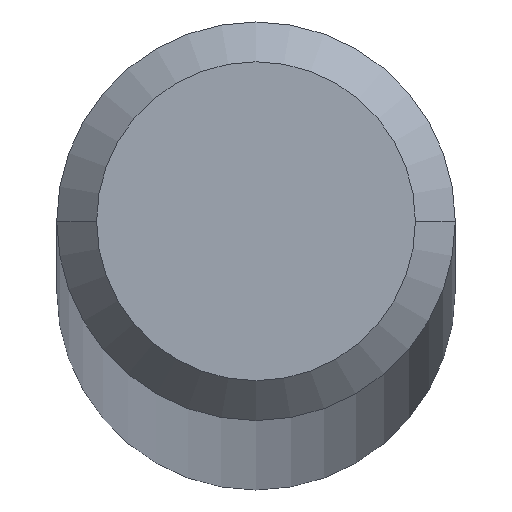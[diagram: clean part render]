
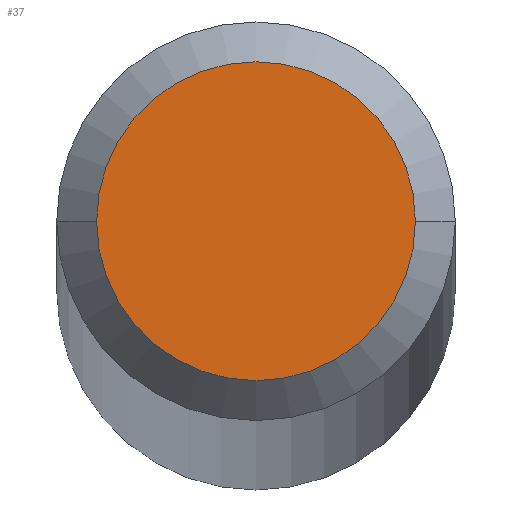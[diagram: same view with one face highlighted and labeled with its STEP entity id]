
A CAD part, top view. The second image highlights one B-rep face of the part: STEP entity #37.
In plain terms, the highlighted planar face has unit normal (0, 0, 1).
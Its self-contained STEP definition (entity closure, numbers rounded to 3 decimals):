
#11 = CARTESIAN_POINT ( 'NONE',  ( 0., 0., 100. ) ) ;
#12 = FACE_OUTER_BOUND ( 'NONE', #92, .T. ) ;
#26 = ORIENTED_EDGE ( 'NONE', *, *, #230, .T. ) ;
#35 = CIRCLE ( 'NONE', #221, 0.8 ) ;
#37 = ADVANCED_FACE ( 'NONE', ( #12 ), #133, .T. ) ;
#48 = DIRECTION ( 'NONE',  ( 0., 0., 1. ) ) ;
#54 = CARTESIAN_POINT ( 'NONE',  ( 0., 0., 100. ) ) ;
#72 = DIRECTION ( 'NONE',  ( 0., 0., 1. ) ) ;
#92 = EDGE_LOOP ( 'NONE', ( #26, #101 ) ) ;
#95 = CARTESIAN_POINT ( 'NONE',  ( 0.8, 0., 100. ) ) ;
#99 = DIRECTION ( 'NONE',  ( 1., 0., 0. ) ) ;
#101 = ORIENTED_EDGE ( 'NONE', *, *, #162, .T. ) ;
#102 = AXIS2_PLACEMENT_3D ( 'NONE', #11, #217, #158 ) ;
#133 = PLANE ( 'NONE',  #102 ) ;
#158 = DIRECTION ( 'NONE',  ( 1., 0., 0. ) ) ;
#162 = EDGE_CURVE ( 'NONE', #210, #181, #35, .T. ) ;
#170 = CARTESIAN_POINT ( 'NONE',  ( -0.8, 0., 100. ) ) ;
#181 = VERTEX_POINT ( 'NONE', #170 ) ;
#199 = CIRCLE ( 'NONE', #274, 0.8 ) ;
#204 = CARTESIAN_POINT ( 'NONE',  ( 0., 0., 100. ) ) ;
#207 = DIRECTION ( 'NONE',  ( 1., 0., 0. ) ) ;
#210 = VERTEX_POINT ( 'NONE', #95 ) ;
#217 = DIRECTION ( 'NONE',  ( 0., 0., 1. ) ) ;
#221 = AXIS2_PLACEMENT_3D ( 'NONE', #54, #48, #207 ) ;
#230 = EDGE_CURVE ( 'NONE', #181, #210, #199, .T. ) ;
#274 = AXIS2_PLACEMENT_3D ( 'NONE', #204, #72, #99 ) ;
